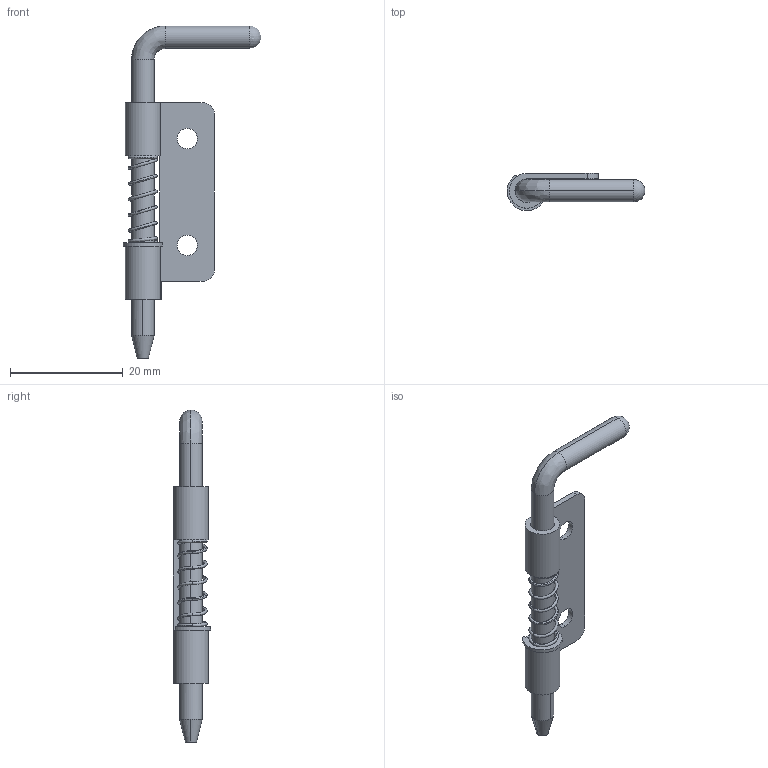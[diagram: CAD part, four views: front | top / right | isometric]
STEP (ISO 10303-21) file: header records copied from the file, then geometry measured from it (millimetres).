
FILE_DESCRIPTION( (''), '2;1');
FILE_NAME ('PC011.14008.TH_182SUS_R_585.stp','2022-11-25T15:09:23',(''),(''),'spGate 18.9.1 (****-****-****-****)','','');
FILE_SCHEMA (('AUTOMOTIVE_DESIGN'));
Length unit declared in the file: millimetre
Products named in the file (4): Assembly; シャフト; スプリング_M2; ヒンジピース
Assembly tree (3 placements, depth 2):
  Assembly
    シャフト
    スプリング_M2
    ヒンジピース
Bounding box: 24.48 x 6.59 x 59 mm (x, y, z)
Volume: 1571.6 mm3; surface area: 2582.2 mm2
Topology: 3 solids, 3 shells, 87 faces, 223 edges, 136 vertices
Faces by surface type: bspline 32, cylinder 27, plane 27, sphere 1
Entity records: 6208 total; most frequent: CARTESIAN_POINT 2493, ORIENTED_EDGE 440, DIRECTION 348, COLOUR_RGB 310, PRESENTATION_STYLE_ASSIGNMENT 310, STYLED_ITEM 310, EDGE_CURVE 220, DRAUGHTING_PRE_DEFINED_CURVE_FONT 220
